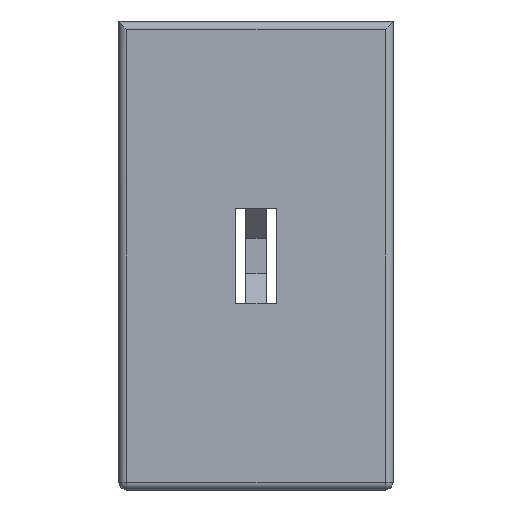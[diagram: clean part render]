
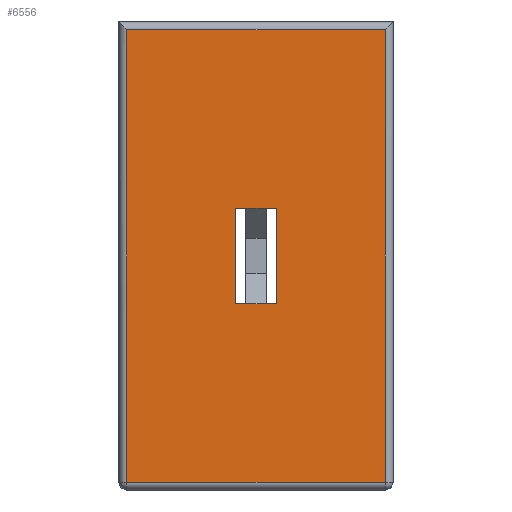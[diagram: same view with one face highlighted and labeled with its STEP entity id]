
A CAD part, left-side view. The second image highlights one B-rep face of the part: STEP entity #6556.
In plain terms, the highlighted planar face has unit normal (-1, 0, 0).
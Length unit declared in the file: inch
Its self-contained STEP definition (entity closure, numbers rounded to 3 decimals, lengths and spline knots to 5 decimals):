
#322 = CARTESIAN_POINT ( 'NONE',  ( -9.56693, -0.1314, 0.61319 ) ) ;
#534 = VECTOR ( 'NONE', #4149, 39.37008 ) ;
#790 = EDGE_LOOP ( 'NONE', ( #2487, #9408, #6778, #10287, #8060, #6762, #11795, #9298 ) ) ;
#814 = DIRECTION ( 'NONE',  ( 0., 0., -1. ) ) ;
#1118 = VECTOR ( 'NONE', #4029, 39.37008 ) ;
#1732 = DIRECTION ( 'NONE',  ( 0., 0., -1. ) ) ;
#1894 = VERTEX_POINT ( 'NONE', #10905 ) ;
#1972 = CARTESIAN_POINT ( 'NONE',  ( -9.56693, -0.1314, -0.61319 ) ) ;
#2228 = LINE ( 'NONE', #8596, #11161 ) ;
#2328 = EDGE_CURVE ( 'NONE', #8475, #7336, #8836, .T. ) ;
#2334 = CARTESIAN_POINT ( 'NONE',  ( -9.56693, 1.75197, 2.89213 ) ) ;
#2461 = DIRECTION ( 'NONE',  ( 0., 1., 0. ) ) ;
#2487 = ORIENTED_EDGE ( 'NONE', *, *, #4628, .F. ) ;
#2688 = PLANE ( 'NONE',  #8835 ) ;
#2791 = CARTESIAN_POINT ( 'NONE',  ( -9.56693, -0.2628, 0.61319 ) ) ;
#2880 = CARTESIAN_POINT ( 'NONE',  ( -9.56693, 0.1314, -0.61319 ) ) ;
#2937 = CARTESIAN_POINT ( 'NONE',  ( -9.56693, -1.65197, -2.89213 ) ) ;
#2979 = DIRECTION ( 'NONE',  ( 0., 0., 1. ) ) ;
#3001 = DIRECTION ( 'NONE',  ( 0., -1., 0. ) ) ;
#3051 = CARTESIAN_POINT ( 'NONE',  ( -9.56693, 0.1314, 0.61319 ) ) ;
#3155 = CARTESIAN_POINT ( 'NONE',  ( -9.56693, -0.2628, 0.61319 ) ) ;
#3180 = EDGE_CURVE ( 'NONE', #9282, #8475, #11874, .T. ) ;
#3185 = LINE ( 'NONE', #3264, #6831 ) ;
#3260 = EDGE_CURVE ( 'NONE', #9638, #11301, #9853, .T. ) ;
#3264 = CARTESIAN_POINT ( 'NONE',  ( -9.56693, -0.2628, -0.61319 ) ) ;
#3308 = LINE ( 'NONE', #2334, #4069 ) ;
#3361 = VECTOR ( 'NONE', #2461, 39.37008 ) ;
#3376 = FACE_OUTER_BOUND ( 'NONE', #11925, .T. ) ;
#3485 = EDGE_CURVE ( 'NONE', #4417, #9282, #3308, .T. ) ;
#3961 = EDGE_CURVE ( 'NONE', #7336, #4417, #4780, .T. ) ;
#4029 = DIRECTION ( 'NONE',  ( 0., -1., 0. ) ) ;
#4069 = VECTOR ( 'NONE', #9067, 39.37008 ) ;
#4125 = CARTESIAN_POINT ( 'NONE',  ( -9.56693, 0.2628, 0.61319 ) ) ;
#4149 = DIRECTION ( 'NONE',  ( 0., -1., 0. ) ) ;
#4157 = CARTESIAN_POINT ( 'NONE',  ( -9.56693, 0.2628, -0.61319 ) ) ;
#4266 = DIRECTION ( 'NONE',  ( 0., -1., 0. ) ) ;
#4295 = VERTEX_POINT ( 'NONE', #1972 ) ;
#4394 = CARTESIAN_POINT ( 'NONE',  ( -9.56693, -1.65197, 2.89213 ) ) ;
#4417 = VERTEX_POINT ( 'NONE', #4394 ) ;
#4431 = VERTEX_POINT ( 'NONE', #4157 ) ;
#4628 = EDGE_CURVE ( 'NONE', #1894, #12092, #7224, .T. ) ;
#4780 = LINE ( 'NONE', #7982, #12112 ) ;
#4907 = VECTOR ( 'NONE', #3001, 39.37008 ) ;
#4917 = LINE ( 'NONE', #9003, #534 ) ;
#5659 = ORIENTED_EDGE ( 'NONE', *, *, #3485, .T. ) ;
#5731 = ORIENTED_EDGE ( 'NONE', *, *, #3961, .T. ) ;
#5875 = LINE ( 'NONE', #3155, #7082 ) ;
#5905 = DIRECTION ( 'NONE',  ( 0., -1., 0. ) ) ;
#5929 = EDGE_CURVE ( 'NONE', #10479, #4431, #2228, .T. ) ;
#6216 = CARTESIAN_POINT ( 'NONE',  ( -9.56693, -0.2628, 0.61319 ) ) ;
#6217 = VECTOR ( 'NONE', #5905, 39.37008 ) ;
#6556 = ADVANCED_FACE ( 'NONE', ( #3376, #12363 ), #2688, .F. ) ;
#6586 = LINE ( 'NONE', #10749, #4907 ) ;
#6609 = CARTESIAN_POINT ( 'NONE',  ( -9.56693, 1.65197, 2.99213 ) ) ;
#6665 = CARTESIAN_POINT ( 'NONE',  ( -9.56693, 1.75197, -2.89213 ) ) ;
#6762 = ORIENTED_EDGE ( 'NONE', *, *, #7065, .F. ) ;
#6778 = ORIENTED_EDGE ( 'NONE', *, *, #11230, .F. ) ;
#6831 = VECTOR ( 'NONE', #4266, 39.37008 ) ;
#7065 = EDGE_CURVE ( 'NONE', #9638, #10479, #9606, .T. ) ;
#7082 = VECTOR ( 'NONE', #10961, 39.37008 ) ;
#7224 = LINE ( 'NONE', #10280, #11369 ) ;
#7336 = VERTEX_POINT ( 'NONE', #2937 ) ;
#7360 = EDGE_CURVE ( 'NONE', #4431, #12367, #3185, .T. ) ;
#7982 = CARTESIAN_POINT ( 'NONE',  ( -9.56693, -1.65197, 2.99213 ) ) ;
#8060 = ORIENTED_EDGE ( 'NONE', *, *, #5929, .F. ) ;
#8475 = VERTEX_POINT ( 'NONE', #8828 ) ;
#8578 = DIRECTION ( 'NONE',  ( 1., 0., 0. ) ) ;
#8596 = CARTESIAN_POINT ( 'NONE',  ( -9.56693, 0.2628, 0.61319 ) ) ;
#8619 = CARTESIAN_POINT ( 'NONE',  ( -9.56693, 1.75197, 2.99213 ) ) ;
#8828 = CARTESIAN_POINT ( 'NONE',  ( -9.56693, 1.65197, -2.89213 ) ) ;
#8835 = AXIS2_PLACEMENT_3D ( 'NONE', #8619, #8578, #1732 ) ;
#8836 = LINE ( 'NONE', #6665, #1118 ) ;
#8961 = VECTOR ( 'NONE', #814, 39.37008 ) ;
#9003 = CARTESIAN_POINT ( 'NONE',  ( -9.56693, 0.1314, -0.61319 ) ) ;
#9067 = DIRECTION ( 'NONE',  ( 0., 1., 0. ) ) ;
#9282 = VERTEX_POINT ( 'NONE', #10526 ) ;
#9298 = ORIENTED_EDGE ( 'NONE', *, *, #10448, .F. ) ;
#9334 = ORIENTED_EDGE ( 'NONE', *, *, #2328, .T. ) ;
#9408 = ORIENTED_EDGE ( 'NONE', *, *, #11595, .F. ) ;
#9464 = DIRECTION ( 'NONE',  ( 0., 0., -1. ) ) ;
#9606 = LINE ( 'NONE', #6216, #3361 ) ;
#9638 = VERTEX_POINT ( 'NONE', #12014 ) ;
#9853 = LINE ( 'NONE', #3051, #6217 ) ;
#10280 = CARTESIAN_POINT ( 'NONE',  ( -9.56693, -0.2628, 0.61319 ) ) ;
#10287 = ORIENTED_EDGE ( 'NONE', *, *, #7360, .F. ) ;
#10448 = EDGE_CURVE ( 'NONE', #12092, #11301, #5875, .T. ) ;
#10479 = VERTEX_POINT ( 'NONE', #4125 ) ;
#10526 = CARTESIAN_POINT ( 'NONE',  ( -9.56693, 1.65197, 2.89213 ) ) ;
#10749 = CARTESIAN_POINT ( 'NONE',  ( -9.56693, -0.2628, -0.61319 ) ) ;
#10905 = CARTESIAN_POINT ( 'NONE',  ( -9.56693, -0.2628, -0.61319 ) ) ;
#10961 = DIRECTION ( 'NONE',  ( 0., 1., 0. ) ) ;
#11149 = DIRECTION ( 'NONE',  ( 0., 0., 1. ) ) ;
#11161 = VECTOR ( 'NONE', #9464, 39.37008 ) ;
#11230 = EDGE_CURVE ( 'NONE', #12367, #4295, #4917, .T. ) ;
#11301 = VERTEX_POINT ( 'NONE', #322 ) ;
#11369 = VECTOR ( 'NONE', #11149, 39.37008 ) ;
#11401 = ORIENTED_EDGE ( 'NONE', *, *, #3180, .T. ) ;
#11595 = EDGE_CURVE ( 'NONE', #4295, #1894, #6586, .T. ) ;
#11795 = ORIENTED_EDGE ( 'NONE', *, *, #3260, .T. ) ;
#11874 = LINE ( 'NONE', #6609, #8961 ) ;
#11925 = EDGE_LOOP ( 'NONE', ( #5731, #5659, #11401, #9334 ) ) ;
#12014 = CARTESIAN_POINT ( 'NONE',  ( -9.56693, 0.1314, 0.61319 ) ) ;
#12092 = VERTEX_POINT ( 'NONE', #2791 ) ;
#12112 = VECTOR ( 'NONE', #2979, 39.37008 ) ;
#12363 = FACE_BOUND ( 'NONE', #790, .T. ) ;
#12367 = VERTEX_POINT ( 'NONE', #2880 ) ;
